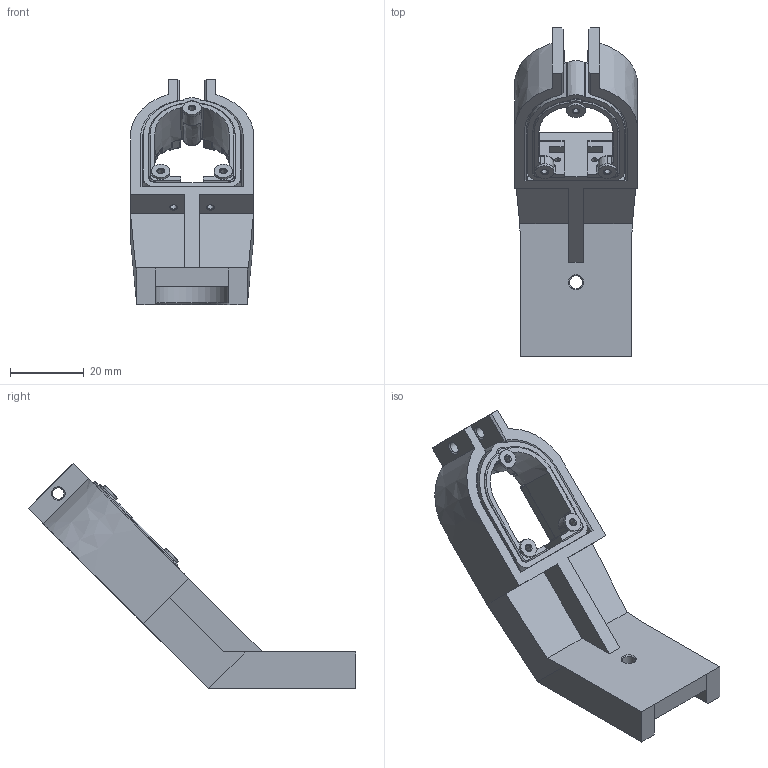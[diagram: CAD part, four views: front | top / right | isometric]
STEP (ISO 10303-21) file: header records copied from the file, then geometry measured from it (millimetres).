
FILE_DESCRIPTION(/* description */ (''),/* implementation_level */ '2;1');
FILE_NAME(/* name */ 'digit_delta_eef_adapter.step',/* time_stamp */ '2022-10-24T12:33:23+02:00',/* author */ (''),/* organization */ (''),/* preprocessor_version */ 'ST-DEVELOPER v19',/* originating_system */ 'Autodesk Translation Framework v11.7.0.108',/* authorisation */ '');
FILE_SCHEMA (('AUTOMOTIVE_DESIGN { 1 0 10303 214 3 1 1 }'));
Length unit declared in the file: millimetre
Products named in the file (3): digit_delta_eef_adapter; digit_delta_eef_adapter_1; CenterREDO_copy
Assembly tree (2 placements, depth 2):
  digit_delta_eef_adapter
    digit_delta_eef_adapter_1
    CenterREDO_copy
Bounding box: 33.35 x 88.93 x 61.2 mm (x, y, z)
Volume: 27694.3 mm3; surface area: 15045.2 mm2
Topology: 2 solids, 2 shells, 362 faces, 911 edges, 524 vertices
Faces by surface type: plane 107, bspline 89, cylinder 58, cone 49, torus 41, sphere 18
Full cylindrical faces by diameter (mm): 1.65 x2, 3.1 x2, 3.5 x1
Entity records: 15236 total; most frequent: CARTESIAN_POINT 7113, ORIENTED_EDGE 1762, DIRECTION 1590, EDGE_CURVE 881, AXIS2_PLACEMENT_3D 611, VERTEX_POINT 524, EDGE_LOOP 383, LINE 368
